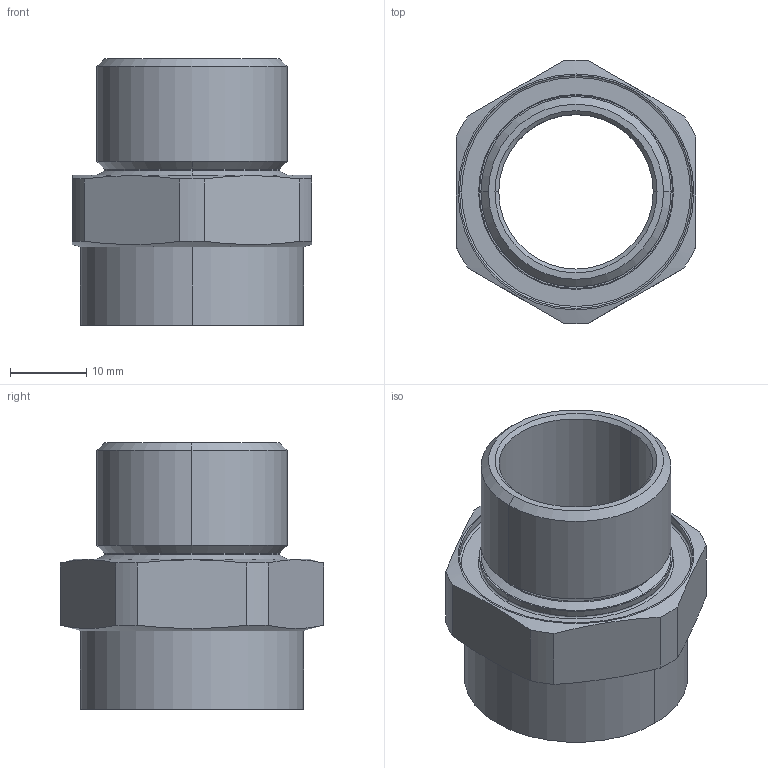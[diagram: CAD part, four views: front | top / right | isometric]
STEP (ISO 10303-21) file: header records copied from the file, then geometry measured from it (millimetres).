
FILE_DESCRIPTION (( 'STEP AP203' ), '1' );
FILE_NAME ('737DRM3M3.STEP', '2019-07-26T08:27:34', ( '' ), ( '' ), 'SwSTEP 2.0', 'SolidWorks 2017', '' );
FILE_SCHEMA (( 'CONFIG_CONTROL_DESIGN' ));
Length unit declared in the file: millimetre
Products named in the file (1): 737DRM3M3
Bounding box: 31.5 x 34.63 x 35 mm (x, y, z)
Volume: 8896.6 mm3; surface area: 6790.6 mm2
Topology: 1 solids, 1 shells, 58 faces, 134 edges, 82 vertices
Faces by surface type: cone 20, cylinder 20, plane 12, torus 6
Entity records: 1767 total; most frequent: CARTESIAN_POINT 339, DIRECTION 308, ORIENTED_EDGE 268, EDGE_CURVE 134, AXIS2_PLACEMENT_3D 131, VERTEX_POINT 82, CIRCLE 72, EDGE_LOOP 64
